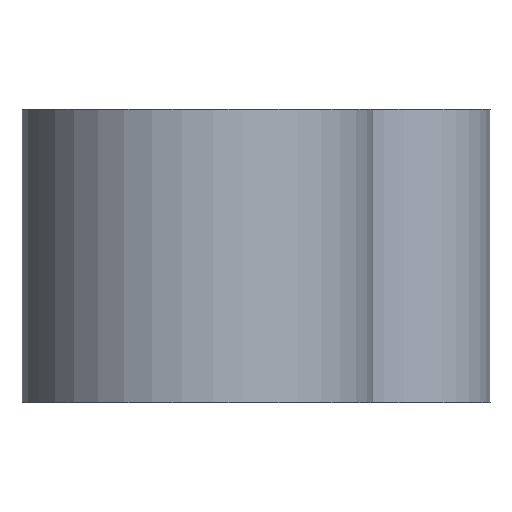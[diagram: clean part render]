
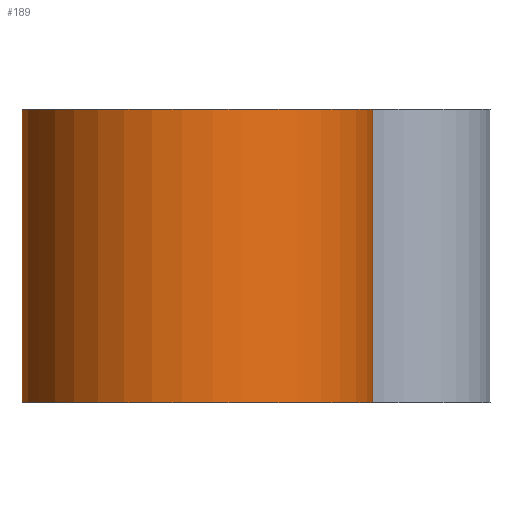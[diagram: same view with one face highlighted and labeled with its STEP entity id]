
A CAD part, left-side view. The second image highlights one B-rep face of the part: STEP entity #189.
In plain terms, the highlighted cylindrical face has radius 60 mm (diameter 120 mm), a partial arc.
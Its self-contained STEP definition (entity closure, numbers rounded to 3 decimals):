
#33=FACE_OUTER_BOUND('',#43,.T.);
#43=EDGE_LOOP('',(#152,#153,#154,#155));
#56=LINE('',#309,#72);
#62=LINE('',#328,#78);
#72=VECTOR('',#255,10.);
#78=VECTOR('',#275,10.);
#90=CIRCLE('',#229,60.);
#91=CIRCLE('',#230,60.);
#98=VERTEX_POINT('',#306);
#99=VERTEX_POINT('',#308);
#104=VERTEX_POINT('',#324);
#105=VERTEX_POINT('',#326);
#116=EDGE_CURVE('',#99,#98,#56,.T.);
#124=EDGE_CURVE('',#104,#99,#90,.T.);
#125=EDGE_CURVE('',#105,#98,#91,.T.);
#126=EDGE_CURVE('',#104,#105,#62,.T.);
#152=ORIENTED_EDGE('',*,*,#124,.T.);
#153=ORIENTED_EDGE('',*,*,#116,.T.);
#154=ORIENTED_EDGE('',*,*,#125,.F.);
#155=ORIENTED_EDGE('',*,*,#126,.F.);
#183=CYLINDRICAL_SURFACE('',#228,60.);
#189=ADVANCED_FACE('',(#33),#183,.T.);
#228=AXIS2_PLACEMENT_3D('',#323,#269,#270);
#229=AXIS2_PLACEMENT_3D('',#325,#271,#272);
#230=AXIS2_PLACEMENT_3D('',#327,#273,#274);
#255=DIRECTION('',(0.,0.,1.));
#269=DIRECTION('center_axis',(0.,0.,1.));
#270=DIRECTION('ref_axis',(-1.,0.,0.));
#271=DIRECTION('center_axis',(0.,0.,1.));
#272=DIRECTION('ref_axis',(1.,0.,0.));
#273=DIRECTION('center_axis',(0.,0.,1.));
#274=DIRECTION('ref_axis',(1.,0.,0.));
#275=DIRECTION('',(0.,0.,1.));
#306=CARTESIAN_POINT('',(33.166,-50.,100.));
#308=CARTESIAN_POINT('',(33.166,-50.,0.));
#309=CARTESIAN_POINT('',(33.166,-50.,0.));
#323=CARTESIAN_POINT('Origin',(0.,0.,0.));
#324=CARTESIAN_POINT('',(33.166,50.,0.));
#325=CARTESIAN_POINT('Origin',(0.,0.,0.));
#326=CARTESIAN_POINT('',(33.166,50.,100.));
#327=CARTESIAN_POINT('Origin',(0.,0.,100.));
#328=CARTESIAN_POINT('',(33.166,50.,0.));
